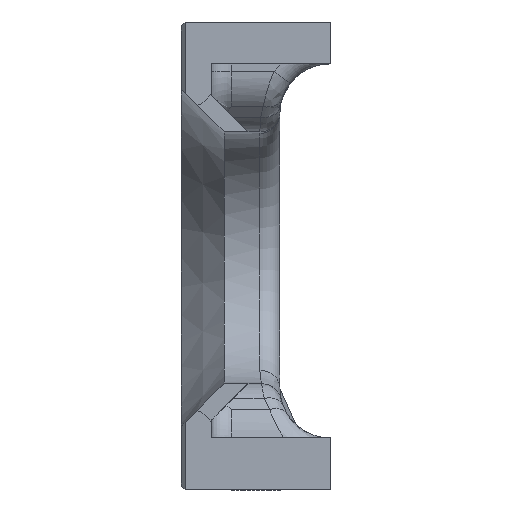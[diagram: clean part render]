
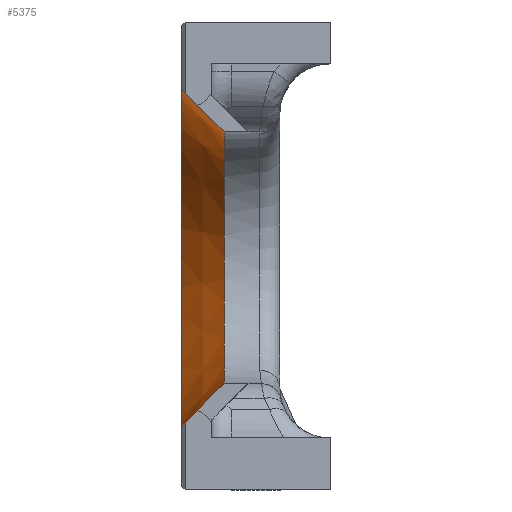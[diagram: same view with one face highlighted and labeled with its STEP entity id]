
A CAD part, left-side view. The second image highlights one B-rep face of the part: STEP entity #5375.
In plain terms, the highlighted conical face has half-angle 45 degrees and reference radius 6.937 mm.
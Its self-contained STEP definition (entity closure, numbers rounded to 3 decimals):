
#25 = VERTEX_POINT ( 'NONE', #6760 ) ;
#67 = CIRCLE ( 'NONE', #5790, 12.646 ) ;
#203 = ORIENTED_EDGE ( 'NONE', *, *, #702, .T. ) ;
#581 = CARTESIAN_POINT ( 'NONE',  ( -56.292, -9.646, -7.479 ) ) ;
#702 = EDGE_CURVE ( 'NONE', #5415, #3318, #2392, .T. ) ;
#962 = CARTESIAN_POINT ( 'NONE',  ( -56.292, -4.292, -0.187 ) ) ;
#1368 = ORIENTED_EDGE ( 'NONE', *, *, #1450, .T. ) ;
#1450 = EDGE_CURVE ( 'NONE', #1544, #5415, #3770, .T. ) ;
#1544 = VERTEX_POINT ( 'NONE', #4584 ) ;
#1561 = DIRECTION ( 'NONE',  ( 0., 0.707, 0.707 ) ) ;
#1634 = ORIENTED_EDGE ( 'NONE', *, *, #8111, .T. ) ;
#1815 = CARTESIAN_POINT ( 'NONE',  ( -56.292, -1.55, -15.575 ) ) ;
#1941 = DIRECTION ( 'NONE',  ( 0., 0., 1. ) ) ;
#1950 = EDGE_LOOP ( 'NONE', ( #203, #1634, #2884, #5452, #9868, #1368 ) ) ;
#2242 = VECTOR ( 'NONE', #6112, 1000. ) ;
#2286 = EDGE_CURVE ( 'NONE', #9880, #11532, #7483, .T. ) ;
#2392 = LINE ( 'NONE', #581, #11106 ) ;
#2418 = DIRECTION ( 'NONE',  ( 0., 1., 0. ) ) ;
#2884 = ORIENTED_EDGE ( 'NONE', *, *, #5124, .T. ) ;
#3301 = CARTESIAN_POINT ( 'NONE',  ( -56.292, -10., -0.187 ) ) ;
#3318 = VERTEX_POINT ( 'NONE', #1815 ) ;
#3400 = DIRECTION ( 'NONE',  ( 0., -0.707, 0.707 ) ) ;
#3689 = VECTOR ( 'NONE', #9678, 1000. ) ;
#3690 = CARTESIAN_POINT ( 'NONE',  ( -56.292, 0., -17.125 ) ) ;
#3770 = CIRCLE ( 'NONE', #11541, 16.937 ) ;
#4327 = DIRECTION ( 'NONE',  ( 0., 0., 1. ) ) ;
#4492 = LINE ( 'NONE', #6397, #9062 ) ;
#4584 = CARTESIAN_POINT ( 'NONE',  ( -56.292, 0., 16.75 ) ) ;
#5124 = EDGE_CURVE ( 'NONE', #25, #9880, #67, .T. ) ;
#5375 = ADVANCED_FACE ( 'NONE', ( #9191 ), #6594, .F. ) ;
#5386 = DIRECTION ( 'NONE',  ( 0., 1., 0. ) ) ;
#5415 = VERTEX_POINT ( 'NONE', #3690 ) ;
#5452 = ORIENTED_EDGE ( 'NONE', *, *, #2286, .T. ) ;
#5749 = CARTESIAN_POINT ( 'NONE',  ( -56.292, -16.937, -0.187 ) ) ;
#5790 = AXIS2_PLACEMENT_3D ( 'NONE', #962, #9919, #1941 ) ;
#6098 = EDGE_CURVE ( 'NONE', #11532, #1544, #4492, .T. ) ;
#6112 = DIRECTION ( 'NONE',  ( 0., -0.707, 0.707 ) ) ;
#6397 = CARTESIAN_POINT ( 'NONE',  ( -56.292, -22.292, -5.542 ) ) ;
#6548 = DIRECTION ( 'NONE',  ( 0., 0., 1. ) ) ;
#6594 = CONICAL_SURFACE ( 'NONE', #7224, 6.937, 0.785 ) ;
#6760 = CARTESIAN_POINT ( 'NONE',  ( -56.292, -4.292, -12.833 ) ) ;
#7033 = CARTESIAN_POINT ( 'NONE',  ( -56.292, -16.937, -0.187 ) ) ;
#7224 = AXIS2_PLACEMENT_3D ( 'NONE', #3301, #2418, #4327 ) ;
#7483 = LINE ( 'NONE', #5749, #3689 ) ;
#8111 = EDGE_CURVE ( 'NONE', #3318, #25, #12115, .T. ) ;
#9062 = VECTOR ( 'NONE', #1561, 1000. ) ;
#9107 = CARTESIAN_POINT ( 'NONE',  ( -56.292, -1.55, 15.2 ) ) ;
#9177 = CARTESIAN_POINT ( 'NONE',  ( -56.292, 0., -0.187 ) ) ;
#9191 = FACE_OUTER_BOUND ( 'NONE', #1950, .T. ) ;
#9678 = DIRECTION ( 'NONE',  ( 0., 0.707, 0.707 ) ) ;
#9834 = CARTESIAN_POINT ( 'NONE',  ( -56.292, -4.292, 12.458 ) ) ;
#9868 = ORIENTED_EDGE ( 'NONE', *, *, #6098, .T. ) ;
#9880 = VERTEX_POINT ( 'NONE', #9834 ) ;
#9919 = DIRECTION ( 'NONE',  ( 0., -1., 0. ) ) ;
#11106 = VECTOR ( 'NONE', #3400, 1000. ) ;
#11532 = VERTEX_POINT ( 'NONE', #9107 ) ;
#11541 = AXIS2_PLACEMENT_3D ( 'NONE', #9177, #5386, #6548 ) ;
#12115 = LINE ( 'NONE', #7033, #2242 ) ;
